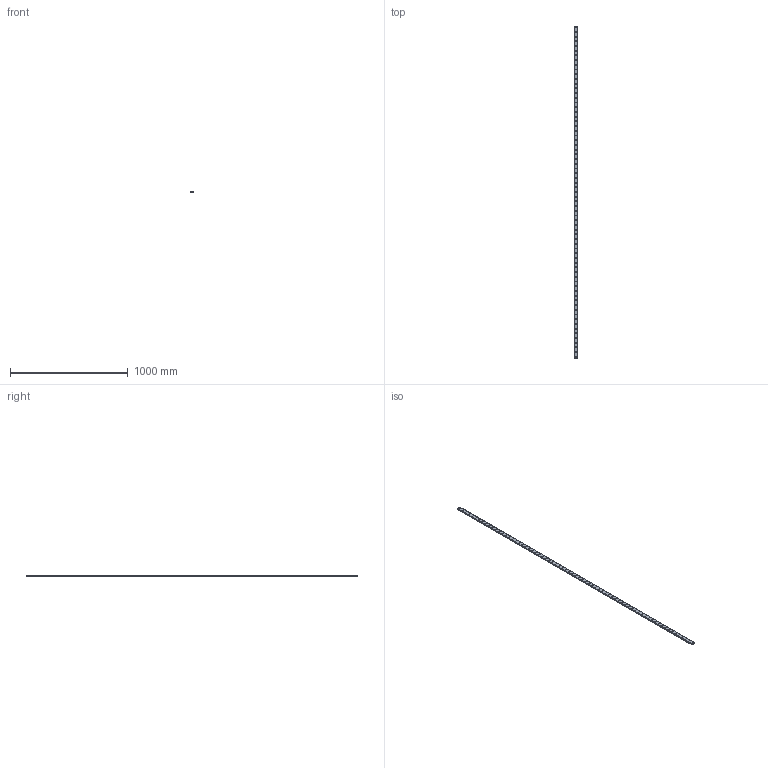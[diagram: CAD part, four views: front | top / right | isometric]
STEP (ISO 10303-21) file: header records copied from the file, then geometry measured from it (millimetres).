
FILE_DESCRIPTION(('STEP AP214'),'1');
FILE_NAME('cctmp_218DD76B-76AA-4A66-BDDC-57933EC5DD99_2021_03_02_11_24_42_0644..stp','2021-03-02T10:24:43',('HIWIN GmbH'),('CADClick - www.CADClick.com'),'Spatial InterOp 3D',' ','unknown authorization');
FILE_SCHEMA(('AUTOMOTIVE_DESIGN'));
Length unit declared in the file: millimetre
Products named in the file (1): WER17R2820H_FILE
Bounding box: 33 x 2820 x 9.3 mm (x, y, z)
Volume: 778644.4 mm3; surface area: 275900.7 mm2
Topology: 1 solids, 1 shells, 1381 faces, 2847 edges, 1898 vertices
Faces by surface type: cylinder 870, plane 511
Entity records: 48453 total; most frequent: DIRECTION 7351, CARTESIAN_POINT 6127, ORIENTED_EDGE 5694, AXIS2_PLACEMENT_3D 3122, EDGE_CURVE 2847, VERTEX_POINT 1898, EDGE_LOOP 1811, CIRCLE 1740
